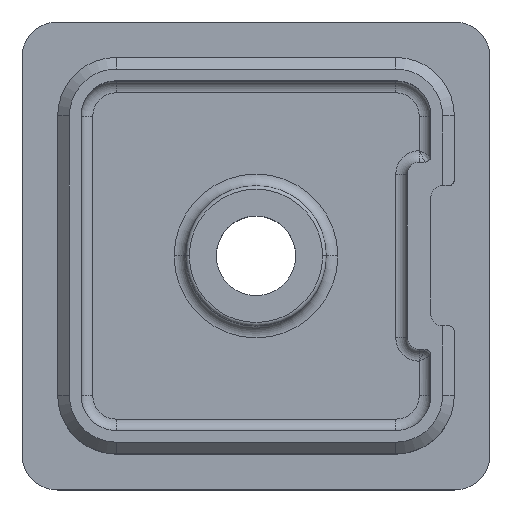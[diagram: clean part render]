
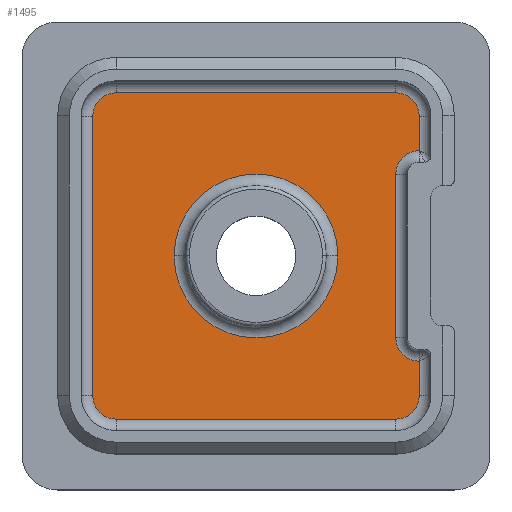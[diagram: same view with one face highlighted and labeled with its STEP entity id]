
A CAD part, top view. The second image highlights one B-rep face of the part: STEP entity #1495.
In plain terms, the highlighted planar face has unit normal (0, 0, 1).
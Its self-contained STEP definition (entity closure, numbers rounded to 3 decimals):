
#39 = CIRCLE ( 'NONE', #1234, 2. ) ;
#52 = CIRCLE ( 'NONE', #1604, 7. ) ;
#138 = CARTESIAN_POINT ( 'NONE',  ( 11.95, -11.95, 3.5 ) ) ;
#214 = ORIENTED_EDGE ( 'NONE', *, *, #1189, .T. ) ;
#330 = VECTOR ( 'NONE', #2262, 1000. ) ;
#335 = CARTESIAN_POINT ( 'NONE',  ( -11.95, 13.95, 3.5 ) ) ;
#341 = DIRECTION ( 'NONE',  ( 0., 0., -1. ) ) ;
#397 = VERTEX_POINT ( 'NONE', #768 ) ;
#398 = CARTESIAN_POINT ( 'NONE',  ( 11.95, -13.95, 3.5 ) ) ;
#406 = ORIENTED_EDGE ( 'NONE', *, *, #431, .T. ) ;
#431 = EDGE_CURVE ( 'NONE', #1910, #2419, #785, .T. ) ;
#446 = DIRECTION ( 'NONE',  ( 1., 0., 0. ) ) ;
#451 = EDGE_CURVE ( 'NONE', #397, #1406, #1386, .T. ) ;
#453 = EDGE_CURVE ( 'NONE', #1012, #1910, #2027, .T. ) ;
#454 = ORIENTED_EDGE ( 'NONE', *, *, #2530, .T. ) ;
#514 = DIRECTION ( 'NONE',  ( 0., 0., 1. ) ) ;
#541 = LINE ( 'NONE', #335, #1331 ) ;
#547 = DIRECTION ( 'NONE',  ( 0., 0., -1. ) ) ;
#586 = VERTEX_POINT ( 'NONE', #1068 ) ;
#594 = EDGE_CURVE ( 'NONE', #788, #1551, #883, .T. ) ;
#595 = VECTOR ( 'NONE', #1935, 1000. ) ;
#617 = CIRCLE ( 'NONE', #1718, 2. ) ;
#624 = CARTESIAN_POINT ( 'NONE',  ( 13.95, 11.95, 3.5 ) ) ;
#658 = FACE_BOUND ( 'NONE', #1146, .T. ) ;
#659 = DIRECTION ( 'NONE',  ( 0., 0., 1. ) ) ;
#667 = DIRECTION ( 'NONE',  ( 1., 0., 0. ) ) ;
#675 = CARTESIAN_POINT ( 'NONE',  ( -11.95, -11.95, 3.5 ) ) ;
#690 = VECTOR ( 'NONE', #1204, 1000. ) ;
#698 = CARTESIAN_POINT ( 'NONE',  ( 0., 0., 3.5 ) ) ;
#703 = ORIENTED_EDGE ( 'NONE', *, *, #2500, .T. ) ;
#721 = AXIS2_PLACEMENT_3D ( 'NONE', #2361, #2428, #1468 ) ;
#728 = VECTOR ( 'NONE', #2323, 1000. ) ;
#734 = ORIENTED_EDGE ( 'NONE', *, *, #451, .T. ) ;
#754 = CARTESIAN_POINT ( 'NONE',  ( 11.95, 7., 3.5 ) ) ;
#768 = CARTESIAN_POINT ( 'NONE',  ( 11.95, -13.95, 3.5 ) ) ;
#785 = LINE ( 'NONE', #1648, #330 ) ;
#788 = VERTEX_POINT ( 'NONE', #1094 ) ;
#813 = VERTEX_POINT ( 'NONE', #1324 ) ;
#838 = ORIENTED_EDGE ( 'NONE', *, *, #2659, .T. ) ;
#866 = CARTESIAN_POINT ( 'NONE',  ( 11.95, -7., 3.5 ) ) ;
#878 = CARTESIAN_POINT ( 'NONE',  ( 13.95, -11.95, 3.5 ) ) ;
#883 = LINE ( 'NONE', #624, #728 ) ;
#925 = CARTESIAN_POINT ( 'NONE',  ( -11.95, 11.95, 3.5 ) ) ;
#959 = LINE ( 'NONE', #1823, #690 ) ;
#985 = CARTESIAN_POINT ( 'NONE',  ( 13.95, -7., 3.5 ) ) ;
#1012 = VERTEX_POINT ( 'NONE', #2054 ) ;
#1068 = CARTESIAN_POINT ( 'NONE',  ( -13.95, 11.95, 3.5 ) ) ;
#1094 = CARTESIAN_POINT ( 'NONE',  ( 13.95, 9., 3.5 ) ) ;
#1132 = DIRECTION ( 'NONE',  ( 0., 0., -1. ) ) ;
#1146 = EDGE_LOOP ( 'NONE', ( #2762, #2491 ) ) ;
#1162 = AXIS2_PLACEMENT_3D ( 'NONE', #675, #659, #667 ) ;
#1163 = CARTESIAN_POINT ( 'NONE',  ( 13.95, 7., 3.5 ) ) ;
#1165 = AXIS2_PLACEMENT_3D ( 'NONE', #138, #1187, #2044 ) ;
#1172 = DIRECTION ( 'NONE',  ( -1., 0., 0. ) ) ;
#1187 = DIRECTION ( 'NONE',  ( 0., 0., 1. ) ) ;
#1189 = EDGE_CURVE ( 'NONE', #2291, #2066, #2390, .T. ) ;
#1204 = DIRECTION ( 'NONE',  ( 0., -1., 0. ) ) ;
#1214 = ORIENTED_EDGE ( 'NONE', *, *, #453, .T. ) ;
#1234 = AXIS2_PLACEMENT_3D ( 'NONE', #1163, #547, #1575 ) ;
#1264 = EDGE_CURVE ( 'NONE', #2066, #397, #2755, .T. ) ;
#1271 = CARTESIAN_POINT ( 'NONE',  ( -7., 0., 3.5 ) ) ;
#1324 = CARTESIAN_POINT ( 'NONE',  ( -11.95, 13.95, 3.5 ) ) ;
#1331 = VECTOR ( 'NONE', #1172, 1000. ) ;
#1337 = DIRECTION ( 'NONE',  ( 1., 0., 0. ) ) ;
#1386 = CIRCLE ( 'NONE', #1165, 2. ) ;
#1406 = VERTEX_POINT ( 'NONE', #878 ) ;
#1468 = DIRECTION ( 'NONE',  ( 1., 0., 0. ) ) ;
#1492 = EDGE_CURVE ( 'NONE', #1406, #1012, #1958, .T. ) ;
#1493 = VERTEX_POINT ( 'NONE', #1713 ) ;
#1495 = ADVANCED_FACE ( 'NONE', ( #2579, #658 ), #1498, .T. ) ;
#1498 = PLANE ( 'NONE',  #1843 ) ;
#1510 = CARTESIAN_POINT ( 'NONE',  ( -11.95, 11.95, 3.5 ) ) ;
#1549 = EDGE_CURVE ( 'NONE', #1493, #1918, #52, .T. ) ;
#1551 = VERTEX_POINT ( 'NONE', #1611 ) ;
#1575 = DIRECTION ( 'NONE',  ( 1., 0., 0. ) ) ;
#1581 = VERTEX_POINT ( 'NONE', #1819 ) ;
#1604 = AXIS2_PLACEMENT_3D ( 'NONE', #698, #1132, #2256 ) ;
#1610 = ORIENTED_EDGE ( 'NONE', *, *, #2614, .T. ) ;
#1611 = CARTESIAN_POINT ( 'NONE',  ( 13.95, 11.95, 3.5 ) ) ;
#1637 = CARTESIAN_POINT ( 'NONE',  ( -11.95, -13.95, 3.5 ) ) ;
#1645 = DIRECTION ( 'NONE',  ( 1., 0., 0. ) ) ;
#1648 = CARTESIAN_POINT ( 'NONE',  ( 11.95, 7., 3.5 ) ) ;
#1713 = CARTESIAN_POINT ( 'NONE',  ( 7., 0., 3.5 ) ) ;
#1718 = AXIS2_PLACEMENT_3D ( 'NONE', #2639, #514, #1337 ) ;
#1721 = EDGE_CURVE ( 'NONE', #1581, #813, #541, .T. ) ;
#1760 = ORIENTED_EDGE ( 'NONE', *, *, #1721, .T. ) ;
#1817 = DIRECTION ( 'NONE',  ( 1., 0., 0. ) ) ;
#1819 = CARTESIAN_POINT ( 'NONE',  ( 11.95, 13.95, 3.5 ) ) ;
#1823 = CARTESIAN_POINT ( 'NONE',  ( -13.95, -11.95, 3.5 ) ) ;
#1843 = AXIS2_PLACEMENT_3D ( 'NONE', #1510, #2371, #446 ) ;
#1905 = EDGE_CURVE ( 'NONE', #1918, #1493, #1926, .T. ) ;
#1910 = VERTEX_POINT ( 'NONE', #866 ) ;
#1918 = VERTEX_POINT ( 'NONE', #1271 ) ;
#1926 = CIRCLE ( 'NONE', #721, 7. ) ;
#1927 = CARTESIAN_POINT ( 'NONE',  ( -13.95, -11.95, 3.5 ) ) ;
#1935 = DIRECTION ( 'NONE',  ( 0., 1., 0. ) ) ;
#1945 = EDGE_LOOP ( 'NONE', ( #1610, #1760, #838, #454, #214, #2068, #734, #2265, #1214, #406, #703, #2753 ) ) ;
#1958 = LINE ( 'NONE', #2765, #595 ) ;
#2020 = DIRECTION ( 'NONE',  ( 0., 0., 1. ) ) ;
#2027 = CIRCLE ( 'NONE', #2392, 2. ) ;
#2044 = DIRECTION ( 'NONE',  ( 1., 0., 0. ) ) ;
#2054 = CARTESIAN_POINT ( 'NONE',  ( 13.95, -9., 3.5 ) ) ;
#2066 = VERTEX_POINT ( 'NONE', #1637 ) ;
#2068 = ORIENTED_EDGE ( 'NONE', *, *, #1264, .T. ) ;
#2138 = AXIS2_PLACEMENT_3D ( 'NONE', #925, #2020, #1817 ) ;
#2178 = CIRCLE ( 'NONE', #2138, 2. ) ;
#2256 = DIRECTION ( 'NONE',  ( 1., 0., 0. ) ) ;
#2262 = DIRECTION ( 'NONE',  ( 0., 1., 0. ) ) ;
#2265 = ORIENTED_EDGE ( 'NONE', *, *, #1492, .T. ) ;
#2291 = VERTEX_POINT ( 'NONE', #1927 ) ;
#2323 = DIRECTION ( 'NONE',  ( 0., 1., 0. ) ) ;
#2361 = CARTESIAN_POINT ( 'NONE',  ( 0., 0., 3.5 ) ) ;
#2371 = DIRECTION ( 'NONE',  ( 0., 0., 1. ) ) ;
#2390 = CIRCLE ( 'NONE', #1162, 2. ) ;
#2392 = AXIS2_PLACEMENT_3D ( 'NONE', #985, #341, #2674 ) ;
#2419 = VERTEX_POINT ( 'NONE', #754 ) ;
#2428 = DIRECTION ( 'NONE',  ( 0., 0., -1. ) ) ;
#2491 = ORIENTED_EDGE ( 'NONE', *, *, #1905, .T. ) ;
#2500 = EDGE_CURVE ( 'NONE', #2419, #788, #39, .T. ) ;
#2530 = EDGE_CURVE ( 'NONE', #586, #2291, #959, .T. ) ;
#2579 = FACE_OUTER_BOUND ( 'NONE', #1945, .T. ) ;
#2614 = EDGE_CURVE ( 'NONE', #1551, #1581, #617, .T. ) ;
#2639 = CARTESIAN_POINT ( 'NONE',  ( 11.95, 11.95, 3.5 ) ) ;
#2644 = VECTOR ( 'NONE', #1645, 1000. ) ;
#2659 = EDGE_CURVE ( 'NONE', #813, #586, #2178, .T. ) ;
#2674 = DIRECTION ( 'NONE',  ( 1., 0., 0. ) ) ;
#2753 = ORIENTED_EDGE ( 'NONE', *, *, #594, .T. ) ;
#2755 = LINE ( 'NONE', #398, #2644 ) ;
#2762 = ORIENTED_EDGE ( 'NONE', *, *, #1549, .T. ) ;
#2765 = CARTESIAN_POINT ( 'NONE',  ( 13.95, -8.5, 3.5 ) ) ;
